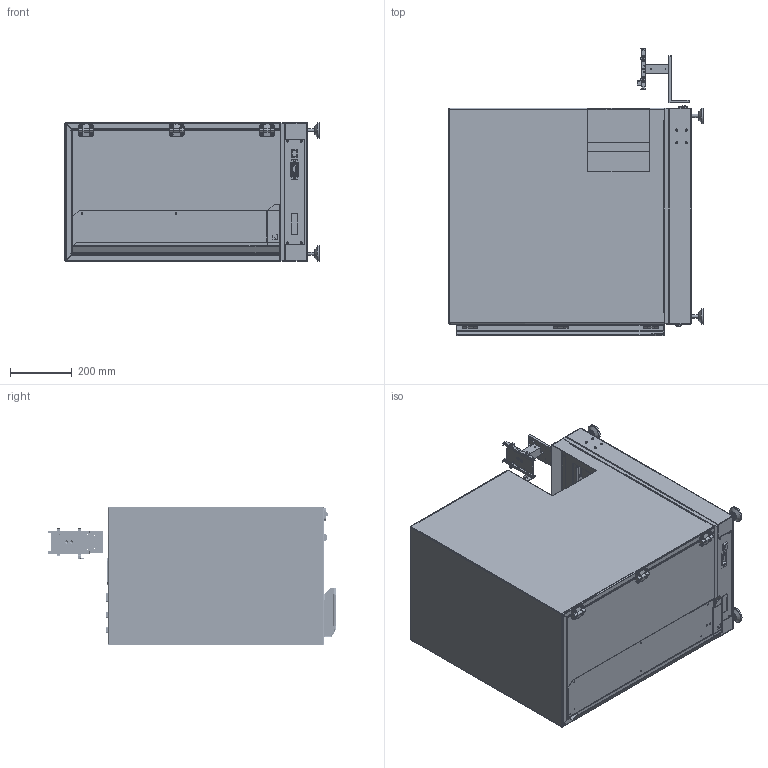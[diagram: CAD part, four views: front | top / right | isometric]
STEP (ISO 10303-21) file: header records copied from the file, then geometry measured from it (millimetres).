
FILE_DESCRIPTION (( 'STEP AP214' ), '1' );
FILE_NAME ('9323000.STEP', '2024-09-25T13:09:03', ( '' ), ( '' ), 'SwSTEP 2.0', 'SolidWorks 2022', '' );
FILE_SCHEMA (( 'AUTOMOTIVE_DESIGN' ));
Length unit declared in the file: millimetre
Products named in the file (1): 9323000
Bounding box: 824 x 931.54 x 450 mm (x, y, z)
Volume: 11763328.7 mm3; surface area: 6758690 mm2
Topology: 46 solids, 46 shells, 6145 faces, 16771 edges, 11033 vertices
Faces by surface type: plane 3452, cylinder 2536, cone 75, bspline 64, torus 12, sphere 6
Full cylindrical faces by diameter (mm): 1.5 x3, 1.6 x2, 1.9 x1, 2.05 x4, 2.5 x62, 3 x12, 3.1 x8, 3.2 x8, 3.3 x31, 3.4 x10, 4 x56, 4.2 x28, 4.3 x1, 4.5 x14, 4.7 x4, 5 x7, 5.2 x2, 5.3 x6, 6 x19, 6.2 x2, 6.5 x21, 7.1 x8, 8 x6, 9 x12, 10 x4, 12 x7, 12.5 x4, 14.5 x1, 15.5 x1, 16 x1
Entity records: 263212 total; most frequent: CARTESIAN_POINT 36857, DIRECTION 33146, ORIENTED_EDGE 32212, EDGE_CURVE 16106, AXIS2_PLACEMENT_3D 11171, VERTEX_POINT 10811, LINE 10804, VECTOR 10804
